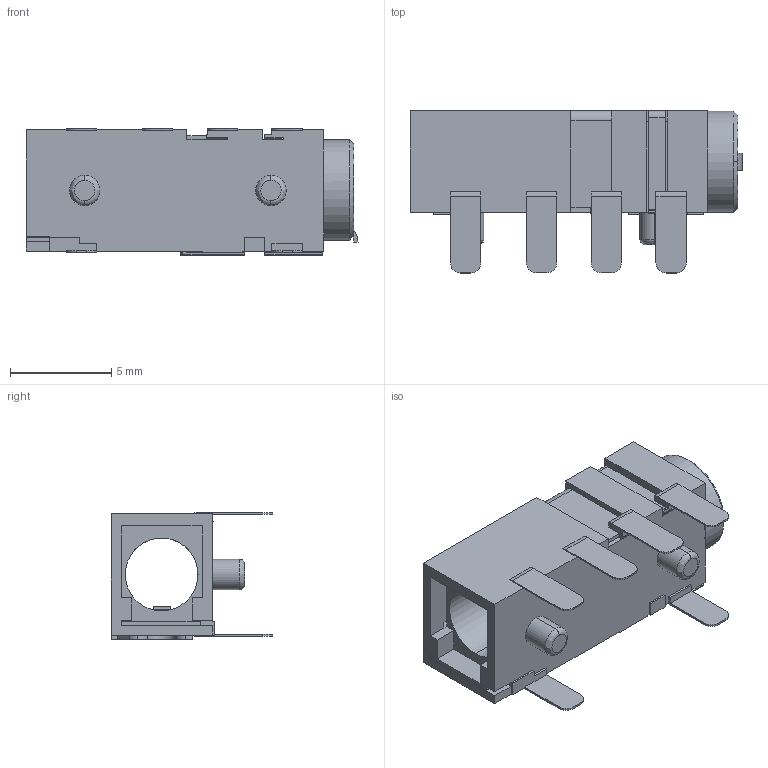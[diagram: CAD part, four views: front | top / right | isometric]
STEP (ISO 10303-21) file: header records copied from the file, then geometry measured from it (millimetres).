
FILE_DESCRIPTION (( 'STEP AP214' ), '1' );
FILE_NAME ('FC68128.STEP', '2017-12-17T01:34:33', ( '' ), ( '' ), 'SwSTEP 2.0', 'SolidWorks 2016', '' );
FILE_SCHEMA (( 'AUTOMOTIVE_DESIGN' ));
Length unit declared in the file: millimetre
Products named in the file (1): FC68128
Bounding box: 16.4 x 8 x 6.25 mm (x, y, z)
Volume: 299 mm3; surface area: 706.7 mm2
Topology: 1 solids, 1 shells, 237 faces, 678 edges, 441 vertices
Faces by surface type: plane 181, cylinder 49, bspline 4, cone 3
Entity records: 8390 total; most frequent: CARTESIAN_POINT 1450, ORIENTED_EDGE 1356, DIRECTION 1244, EDGE_CURVE 678, VECTOR 558, LINE 558, VERTEX_POINT 441, AXIS2_PLACEMENT_3D 343
